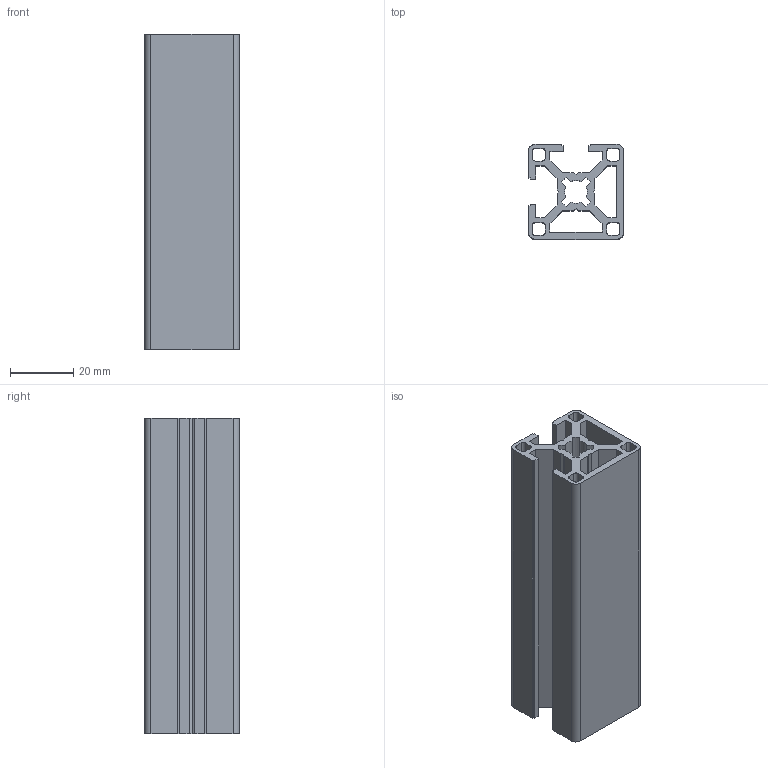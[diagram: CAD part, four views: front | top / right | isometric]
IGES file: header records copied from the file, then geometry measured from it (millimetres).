
Global section: file name: 123038-123038-7; native system: Autodesk Inventor 2021; preprocessor: unknown; author: Špaček,,; organization: 11; date: 20230907.113835; units: millimetre
Bounding box: 30 x 30 x 100 mm (x, y, z)
Volume: 35262.8 mm3; surface area: 36520.7 mm2
Topology: 1 solids, 1 shells, 110 faces, 324 edges, 216 vertices
Faces by surface type: bspline 110
